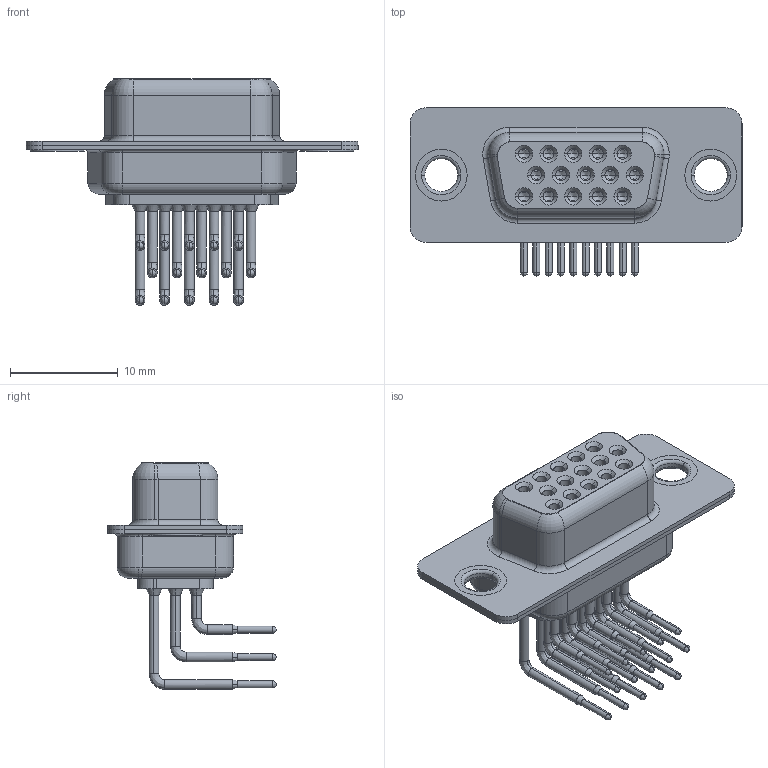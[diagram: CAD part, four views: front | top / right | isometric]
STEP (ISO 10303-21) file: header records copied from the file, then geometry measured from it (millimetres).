
FILE_DESCRIPTION (( 'STEP AP203' ), '1' );
FILE_NAME ('634-M15-263-WN1.STEP', '2018-09-27T21:14:03', ( '' ), ( '' ), 'SwSTEP 2.0', 'SolidWorks 2016', '' );
FILE_SCHEMA (( 'CONFIG_CONTROL_DESIGN' ));
Length unit declared in the file: millimetre
Products named in the file (8): 634M Shell Front_15 Contacts; 634M Shell Rear_15 Contacts; 634M Contact Row 1; 634M Contact Row 2; 634M Contact Row 3; 634M Thru Hole Rivet; 634-M15-263-WN1; 634M Housing_15 Contacts
Assembly tree (20 placements, depth 2):
  634-M15-263-WN1
    634M Housing_15 Contacts
    634M Shell Front_15 Contacts
    634M Shell Rear_15 Contacts
    634M Contact Row 1  x5
    634M Contact Row 2  x5
    634M Contact Row 3  x5
    634M Thru Hole Rivet  x2
Bounding box: 30.8 x 15.6 x 21.02 mm (x, y, z)
Volume: 1660.7 mm3; surface area: 5524.4 mm2
Topology: 20 solids, 20 shells, 1048 faces, 2628 edges, 1646 vertices
Faces by surface type: cylinder 466, plane 292, cone 165, torus 65, bspline 60
Entity records: 17531 total; most frequent: CARTESIAN_POINT 3116, DIRECTION 3053, ORIENTED_EDGE 2584, EDGE_CURVE 1292, AXIS2_PLACEMENT_3D 1271, VERTEX_POINT 818, CIRCLE 712, EDGE_LOOP 652
